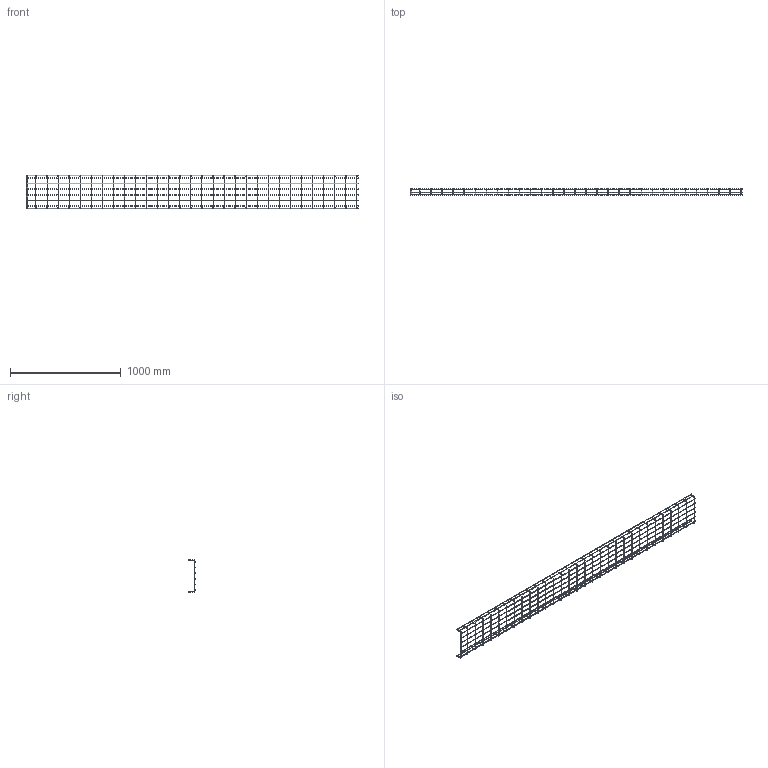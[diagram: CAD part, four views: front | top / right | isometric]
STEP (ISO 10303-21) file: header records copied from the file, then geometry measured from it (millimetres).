
FILE_DESCRIPTION (( 'STEP AP214' ), '1' );
FILE_NAME ('6001448.stp', '2016-07-14T07:38:08', ( '' ), ( '' ), 'SwSTEP 2.0', 'SolidWorks 2014', '' );
FILE_SCHEMA (( 'AUTOMOTIVE_DESIGN' ));
Length unit declared in the file: millimetre
Products named in the file (1): 6001448
Bounding box: 3000 x 57.94 x 300 mm (x, y, z)
Volume: 732723.3 mm3; surface area: 618508.1 mm2
Topology: 1 solids, 1 shells, 424 faces, 2108 edges, 1320 vertices
Faces by surface type: cylinder 212, torus 128, plane 84
Entity records: 38048 total; most frequent: CARTESIAN_POINT 22399, ORIENTED_EDGE 4216, DIRECTION 2378, EDGE_CURVE 2108, VERTEX_POINT 1320, B_SPLINE_CURVE_WITH_KNOTS 896, AXIS2_PLACEMENT_3D 859, VECTOR 660
